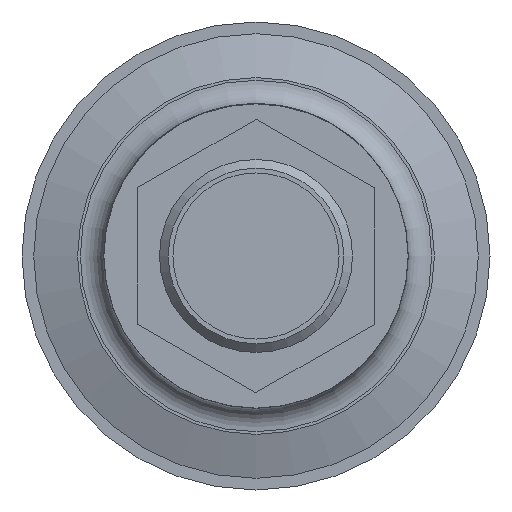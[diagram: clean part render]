
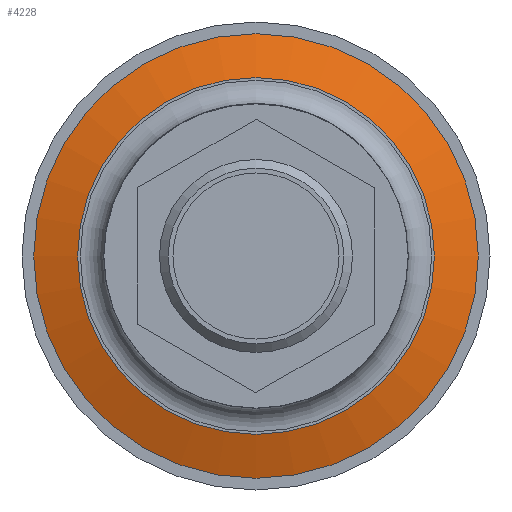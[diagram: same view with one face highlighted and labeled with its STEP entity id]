
A CAD part, front view. The second image highlights one B-rep face of the part: STEP entity #4228.
In plain terms, the highlighted conical face has half-angle 71.608 degrees and reference radius 32.769 mm.
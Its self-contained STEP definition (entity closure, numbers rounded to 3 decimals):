
#63=FACE_BOUND($,#1248,.T.);
#986=FACE_OUTER_BOUND($,#1247,.T.);
#1247=EDGE_LOOP($,(#3700));
#1248=EDGE_LOOP($,(#3701));
#1364=CIRCLE($,#4548,38.23);
#1365=CIRCLE($,#4550,27.307);
#1986=VERTEX_POINT($,#10224);
#1987=VERTEX_POINT($,#10227);
#2571=EDGE_CURVE($,#1986,#1986,#1364,.T.);
#2572=EDGE_CURVE($,#1987,#1987,#1365,.T.);
#3700=ORIENTED_EDGE($,*,*,#2572,.F.);
#3701=ORIENTED_EDGE($,*,*,#2571,.T.);
#3770=CONICAL_SURFACE($,#4549,32.769,71.608);
#4228=ADVANCED_FACE($,(#986,#63),#3770,.T.);
#4548=AXIS2_PLACEMENT_3D($,#10225,#5434,#5435);
#4549=AXIS2_PLACEMENT_3D($,#10226,#5436,#5437);
#4550=AXIS2_PLACEMENT_3D($,#10228,#5438,#5439);
#5434=DIRECTION('center_axis',(0.,-1.,0.));
#5435=DIRECTION('ref_axis',(1.,0.,0.));
#5436=DIRECTION('center_axis',(0.,1.,0.));
#5437=DIRECTION('ref_axis',(1.,0.,0.));
#5438=DIRECTION('center_axis',(0.,-1.,0.));
#5439=DIRECTION('ref_axis',(1.,0.,0.));
#10224=CARTESIAN_POINT('',(38.23,490.666,0.));
#10225=CARTESIAN_POINT('Origin',(0.,490.666,0.));
#10226=CARTESIAN_POINT('Origin',(0.,488.85,0.));
#10227=CARTESIAN_POINT('',(27.307,487.034,0.));
#10228=CARTESIAN_POINT('Origin',(0.,487.034,0.));
